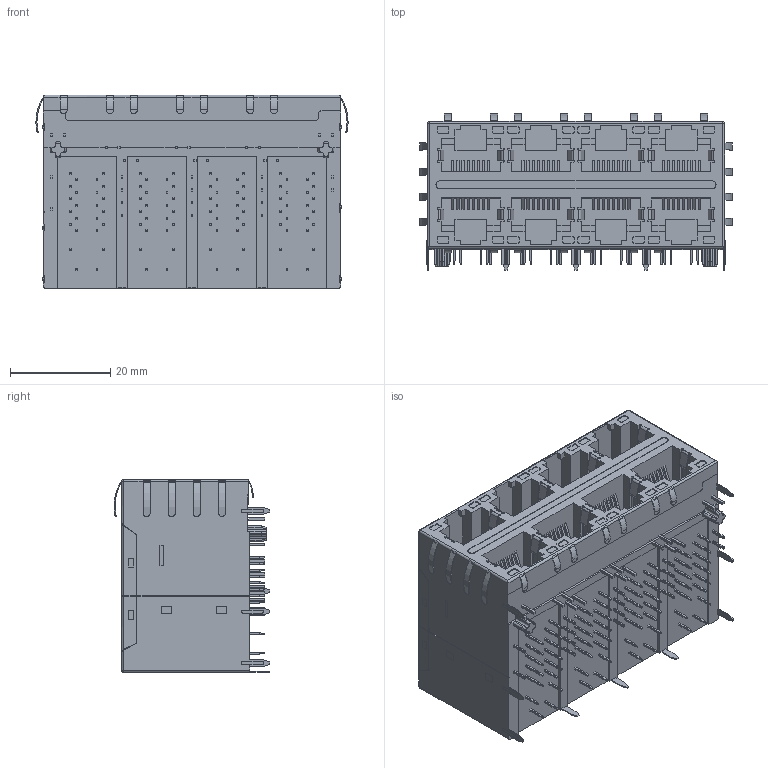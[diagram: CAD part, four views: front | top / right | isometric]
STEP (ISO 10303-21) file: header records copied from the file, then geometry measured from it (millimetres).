
FILE_DESCRIPTION (( 'STEP AP203' ), '1' );
FILE_NAME ('RRMXX-DXXXX-XXXP（3D-20200612）实体-.STEP', '2020-06-12T06:48:20', ( '桑三博客' ), ( 'Www.SangSan.Cn' ), 'SwSTEP 2.0', 'SolidWorks 2018', '' );
FILE_SCHEMA (( 'CONFIG_CONTROL_DESIGN' ));
Length unit declared in the file: millimetre
Products named in the file (1): RRMXX-DXXXX-XXXP（3D-20200612）实体-
Bounding box: 62.18 x 31.06 x 38.6 mm (x, y, z)
Volume: 49972.5 mm3; surface area: 15356.8 mm2
Topology: 5 solids, 5 shells, 2451 faces, 6392 edges, 4110 vertices
Faces by surface type: plane 2074, cylinder 373, sphere 4
Entity records: 74287 total; most frequent: CARTESIAN_POINT 13716, ORIENTED_EDGE 12776, DIRECTION 11806, EDGE_CURVE 6388, LINE 5534, VECTOR 5534, VERTEX_POINT 4110, AXIS2_PLACEMENT_3D 3136
